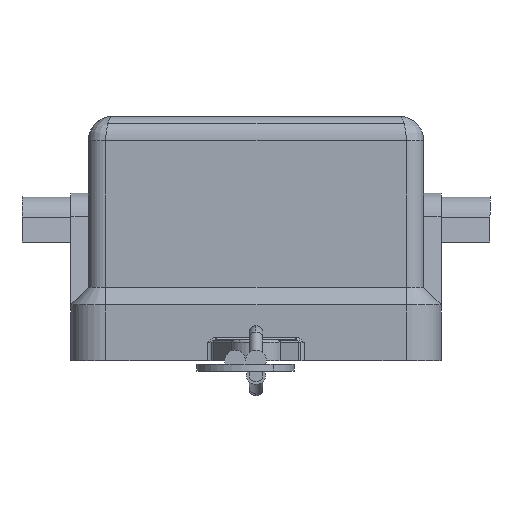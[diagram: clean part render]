
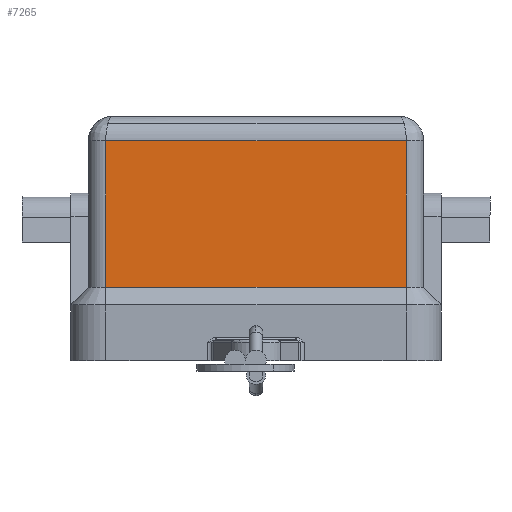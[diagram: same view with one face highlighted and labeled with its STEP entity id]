
A CAD part, left-side view. The second image highlights one B-rep face of the part: STEP entity #7265.
In plain terms, the highlighted planar face has unit normal (-1, 0, 0).
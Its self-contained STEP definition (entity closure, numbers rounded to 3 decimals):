
#6674=CARTESIAN_POINT('',(-12.,10.75,15.75));
#6675=VERTEX_POINT('',#6674);
#6849=CARTESIAN_POINT('',(-12.,-10.75,15.75));
#6850=VERTEX_POINT('',#6849);
#6896=CARTESIAN_POINT('',(-12.,10.75,15.75));
#6897=DIRECTION('',(0.0,-1.0,0.0));
#6898=VECTOR('',#6897,21.5);
#6899=LINE('',#6896,#6898);
#6900=EDGE_CURVE('',#6675,#6850,#6899,.T.);
#6973=CARTESIAN_POINT('',(-12.,-10.75,5.25));
#6974=VERTEX_POINT('',#6973);
#6975=CARTESIAN_POINT('',(-12.,-10.75,5.25));
#6976=DIRECTION('',(0.0,0.0,1.0));
#6977=VECTOR('',#6976,10.5);
#6978=LINE('',#6975,#6977);
#6979=EDGE_CURVE('',#6974,#6850,#6978,.T.);
#7171=CARTESIAN_POINT('',(-12.,10.75,5.25));
#7172=VERTEX_POINT('',#7171);
#7226=CARTESIAN_POINT('',(-12.,-10.75,5.25));
#7227=DIRECTION('',(0.0,1.0,0.0));
#7228=VECTOR('',#7227,21.5);
#7229=LINE('',#7226,#7228);
#7230=EDGE_CURVE('',#6974,#7172,#7229,.T.);
#7245=CARTESIAN_POINT('',(-12.,10.75,5.25));
#7246=DIRECTION('',(0.0,0.0,1.0));
#7247=VECTOR('',#7246,10.5);
#7248=LINE('',#7245,#7247);
#7249=EDGE_CURVE('',#7172,#6675,#7248,.T.);
#7254=CARTESIAN_POINT('',(-12.,-10.75,0.0));
#7255=DIRECTION('',(-1.0,0.0,0.0));
#7256=DIRECTION('',(0.0,0.0,1.0));
#7257=AXIS2_PLACEMENT_3D('',#7254,#7255,#7256);
#7258=PLANE('',#7257);
#7259=ORIENTED_EDGE('',*,*,#6900,.F.);
#7260=ORIENTED_EDGE('',*,*,#7249,.F.);
#7261=ORIENTED_EDGE('',*,*,#7230,.F.);
#7262=ORIENTED_EDGE('',*,*,#6979,.T.);
#7263=EDGE_LOOP('',(#7259,#7260,#7261,#7262));
#7264=FACE_OUTER_BOUND('',#7263,.T.);
#7265=ADVANCED_FACE('',(#7264),#7258,.T.);
